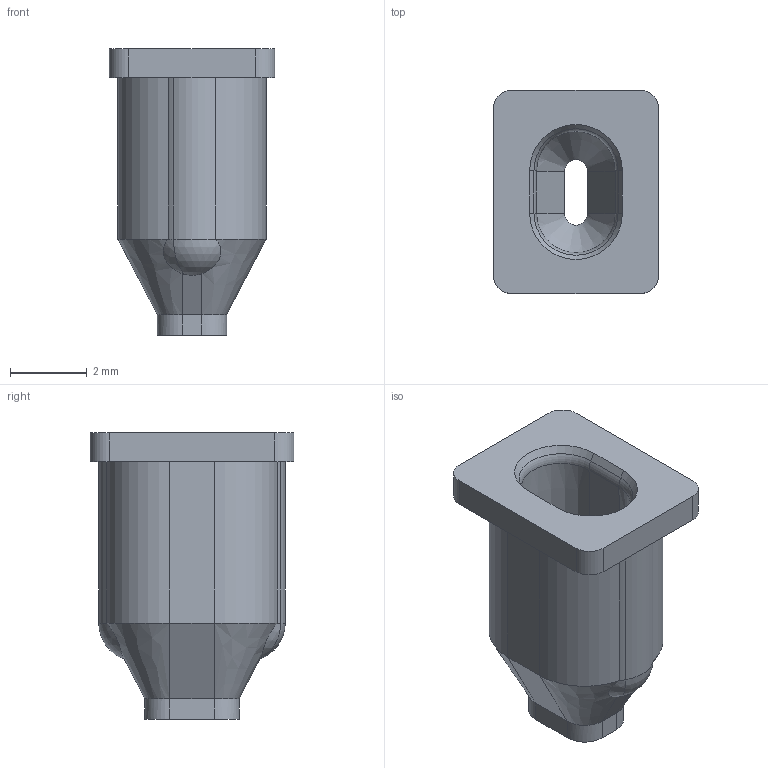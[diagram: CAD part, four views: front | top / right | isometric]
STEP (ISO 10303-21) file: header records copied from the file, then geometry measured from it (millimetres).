
FILE_DESCRIPTION(('CATIA V5R20 STEP214','CAx-IF Rec.Pracs.--- Model Styling and Organization---1.2---2011-12-15'),'2;1');
FILE_NAME ('347455_1', '2016-01-18T10:41:24+00:00', ('Weidmueller Interface'), ('Weidmueller'), 'CATIA Version 5-6 Release 2014 SP4', 'CATIA V5 STEP AP214', 'none');
FILE_SCHEMA(('AUTOMOTIVE_DESIGN { 1 0 10303 214 1 1 1 1 }'));
Length unit declared in the file: millimetre
Products named in the file (1): 1678810000_ZRH_1-5H_1
Bounding box: 4.3 x 5.3 x 7.45 mm (x, y, z)
Volume: 64.6 mm3; surface area: 187.5 mm2
Topology: 1 solids, 1 shells, 61 faces, 140 edges, 82 vertices
Faces by surface type: plane 25, cylinder 20, cone 6, sphere 4, bspline 4, torus 2
Entity records: 1886 total; most frequent: CARTESIAN_POINT 556, ORIENTED_EDGE 280, DIRECTION 230, EDGE_CURVE 140, AXIS2_PLACEMENT_3D 104, VERTEX_POINT 82, VECTOR 70, LINE 70
